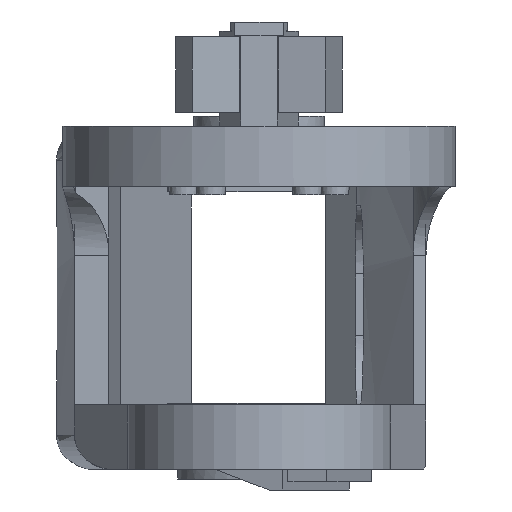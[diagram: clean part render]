
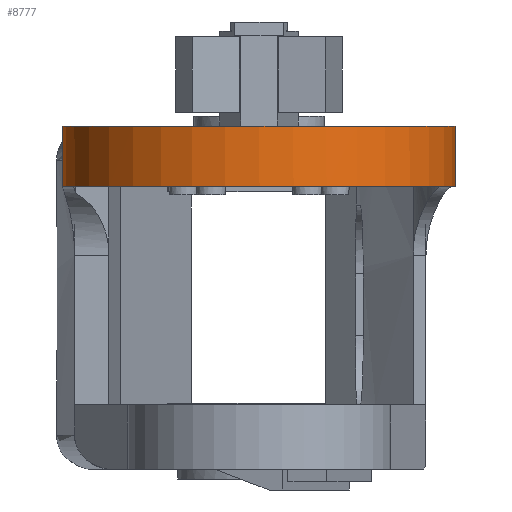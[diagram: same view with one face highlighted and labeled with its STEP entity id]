
A CAD part, front view. The second image highlights one B-rep face of the part: STEP entity #8777.
In plain terms, the highlighted cylindrical face has radius 143 mm (diameter 286 mm), a partial arc.
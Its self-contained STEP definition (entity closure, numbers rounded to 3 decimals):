
#63 = VERTEX_POINT ( 'NONE', #3900 ) ;
#194 = DIRECTION ( 'NONE',  ( 0., 0., 1. ) ) ;
#372 = VERTEX_POINT ( 'NONE', #4658 ) ;
#479 = AXIS2_PLACEMENT_3D ( 'NONE', #7934, #829, #3980 ) ;
#490 = CARTESIAN_POINT ( 'NONE',  ( -143., 0., -64.006 ) ) ;
#581 = B_SPLINE_CURVE_WITH_KNOTS ( 'NONE', 3,
 ( #490, #6916, #6034, #3636 ),
 .UNSPECIFIED., .F., .F.,
 ( 4, 4 ),
 ( 0.078, 0.079 ),
 .UNSPECIFIED. ) ;
#722 = ORIENTED_EDGE ( 'NONE', *, *, #6264, .F. ) ;
#829 = DIRECTION ( 'NONE',  ( 0., 0., 1. ) ) ;
#861 = EDGE_CURVE ( 'NONE', #2248, #5451, #9325, .T. ) ;
#891 = DIRECTION ( 'NONE',  ( 0., 0., 1. ) ) ;
#994 = CARTESIAN_POINT ( 'NONE',  ( 143., 0., -270. ) ) ;
#1178 = VERTEX_POINT ( 'NONE', #2344 ) ;
#1996 = ORIENTED_EDGE ( 'NONE', *, *, #861, .F. ) ;
#2248 = VERTEX_POINT ( 'NONE', #8314 ) ;
#2283 = ORIENTED_EDGE ( 'NONE', *, *, #3282, .F. ) ;
#2344 = CARTESIAN_POINT ( 'NONE',  ( -143., 0., -20. ) ) ;
#2965 = ORIENTED_EDGE ( 'NONE', *, *, #3970, .T. ) ;
#3282 = EDGE_CURVE ( 'NONE', #63, #1178, #3615, .T. ) ;
#3541 = CARTESIAN_POINT ( 'NONE',  ( -142.998, -0.804, -64. ) ) ;
#3615 = LINE ( 'NONE', #5847, #3716 ) ;
#3636 = CARTESIAN_POINT ( 'NONE',  ( -142.998, -0.804, -64. ) ) ;
#3716 = VECTOR ( 'NONE', #9898, 1000. ) ;
#3884 = AXIS2_PLACEMENT_3D ( 'NONE', #4066, #194, #6512 ) ;
#3900 = CARTESIAN_POINT ( 'NONE',  ( -143., 0., -64.006 ) ) ;
#3970 = EDGE_CURVE ( 'NONE', #63, #5451, #581, .T. ) ;
#3980 = DIRECTION ( 'NONE',  ( 1., 0., 0. ) ) ;
#4053 = CIRCLE ( 'NONE', #3884, 143. ) ;
#4066 = CARTESIAN_POINT ( 'NONE',  ( 0., 0., -20. ) ) ;
#4658 = CARTESIAN_POINT ( 'NONE',  ( 143., 0., -20. ) ) ;
#5119 = DIRECTION ( 'NONE',  ( 0., 0., -1. ) ) ;
#5451 = VERTEX_POINT ( 'NONE', #3541 ) ;
#5539 = CYLINDRICAL_SURFACE ( 'NONE', #479, 143. ) ;
#5789 = DIRECTION ( 'NONE',  ( -1., 0., 0. ) ) ;
#5847 = CARTESIAN_POINT ( 'NONE',  ( -143., 0., -270. ) ) ;
#6034 = CARTESIAN_POINT ( 'NONE',  ( -142.999, -0.536, -64. ) ) ;
#6264 = EDGE_CURVE ( 'NONE', #1178, #372, #4053, .T. ) ;
#6442 = LINE ( 'NONE', #994, #7721 ) ;
#6512 = DIRECTION ( 'NONE',  ( 1., 0., 0. ) ) ;
#6916 = CARTESIAN_POINT ( 'NONE',  ( -143., -0.268, -64.002 ) ) ;
#7313 = EDGE_LOOP ( 'NONE', ( #2283, #2965, #1996, #7748, #722 ) ) ;
#7356 = AXIS2_PLACEMENT_3D ( 'NONE', #7358, #5119, #5789 ) ;
#7358 = CARTESIAN_POINT ( 'NONE',  ( 0., 0., -64. ) ) ;
#7721 = VECTOR ( 'NONE', #891, 1000. ) ;
#7748 = ORIENTED_EDGE ( 'NONE', *, *, #7827, .T. ) ;
#7827 = EDGE_CURVE ( 'NONE', #2248, #372, #6442, .T. ) ;
#7934 = CARTESIAN_POINT ( 'NONE',  ( 0., 0., -270. ) ) ;
#8314 = CARTESIAN_POINT ( 'NONE',  ( 143., 0., -64. ) ) ;
#8777 = ADVANCED_FACE ( 'NONE', ( #9479 ), #5539, .T. ) ;
#9325 = CIRCLE ( 'NONE', #7356, 143. ) ;
#9479 = FACE_OUTER_BOUND ( 'NONE', #7313, .T. ) ;
#9898 = DIRECTION ( 'NONE',  ( 0., 0., 1. ) ) ;
